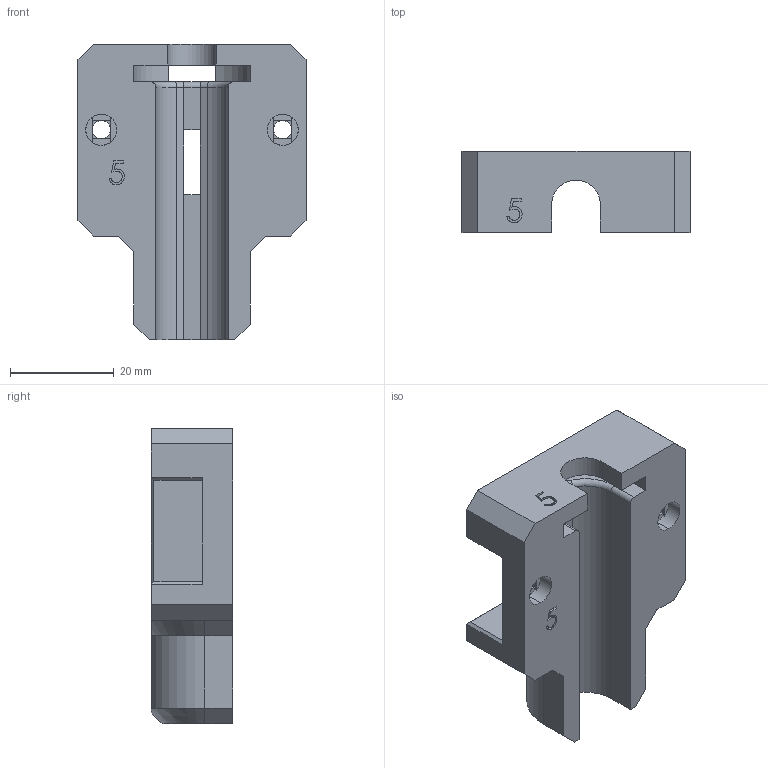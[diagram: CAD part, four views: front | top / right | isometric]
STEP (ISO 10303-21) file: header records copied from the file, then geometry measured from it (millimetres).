
FILE_DESCRIPTION (( 'STEP AP214' ), '1' );
FILE_NAME ('5mL Hamilton Holder v1.3.STEP', '2024-12-03T16:11:28', ( '' ), ( '' ), 'SwSTEP 2.0', 'SolidWorks 2024', '' );
FILE_SCHEMA (( 'AUTOMOTIVE_DESIGN' ));
Length unit declared in the file: millimetre
Products named in the file (1): 5mL Hamilton Holder v1.3
Bounding box: 44 x 15.68 x 57 mm (x, y, z)
Volume: 18035.8 mm3; surface area: 8571.5 mm2
Topology: 1 solids, 1 shells, 137 faces, 371 edges, 236 vertices
Faces by surface type: plane 94, cylinder 22, bspline 16, cone 3, torus 2
Entity records: 5212 total; most frequent: CARTESIAN_POINT 1818, ORIENTED_EDGE 742, DIRECTION 633, EDGE_CURVE 371, VECTOR 275, LINE 275, VERTEX_POINT 236, AXIS2_PLACEMENT_3D 179
